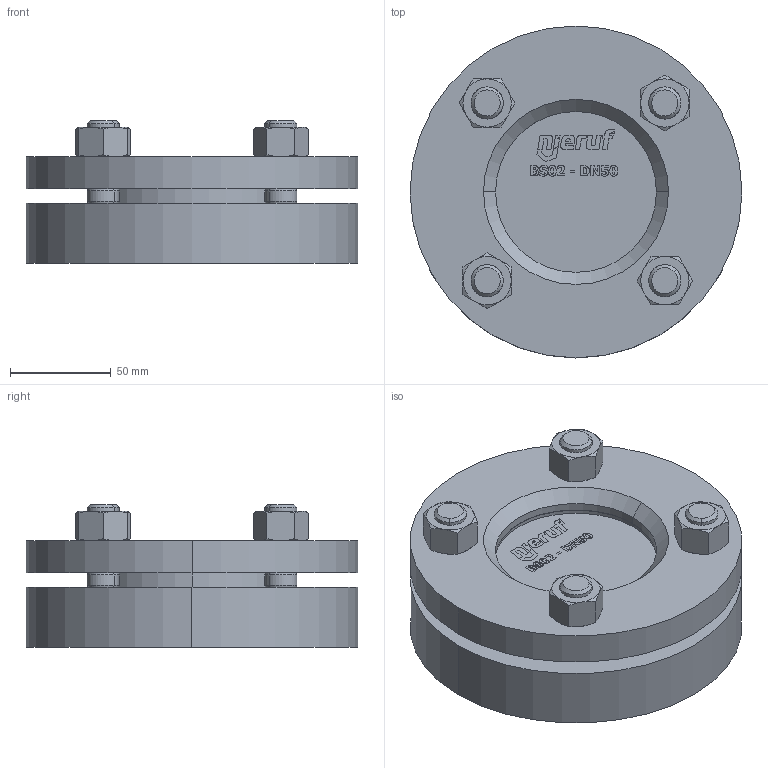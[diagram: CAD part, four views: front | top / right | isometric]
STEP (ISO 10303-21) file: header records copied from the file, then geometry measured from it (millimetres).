
FILE_DESCRIPTION (( 'STEP AP214' ), '1' );
FILE_NAME ('BS02_08_Behälter-Schauglas.STEP', '2020-06-30T14:14:12', ( '' ), ( '' ), 'SwSTEP 2.0', 'SolidWorks 2020', '' );
FILE_SCHEMA (( 'AUTOMOTIVE_DESIGN' ));
Length unit declared in the file: millimetre
Products named in the file (7): BS02-03-08_Flachdichtung; DIN_938_M16x40_Stiftschraube; BS02-03-08_Glasplatte; BS02_08_Behälter-Schauglas; BS02-01-08_Grundflansch; BS02-02-08_Deckelflansch; hex nut style 1 gradeab_din_Hexagon Nut ISO 4032 - M16 - D - N
Assembly tree (13 placements, depth 2):
  BS02_08_Behälter-Schauglas
    BS02-01-08_Grundflansch
    BS02-02-08_Deckelflansch
    BS02-03-08_Flachdichtung  x2
    BS02-03-08_Glasplatte
    DIN_938_M16x40_Stiftschraube  x4
    hex nut style 1 gradeab_din_Hexagon Nut ISO 4032 - M16 - D - N  x4
Bounding box: 165 x 165 x 71 mm (x, y, z)
Volume: 853572.2 mm3; surface area: 162492.8 mm2
Topology: 13 solids, 13 shells, 516 faces, 1235 edges, 774 vertices
Faces by surface type: plane 192, cone 124, cylinder 116, bspline 84
Entity records: 15049 total; most frequent: CARTESIAN_POINT 6039, ORIENTED_EDGE 1858, DIRECTION 1531, EDGE_CURVE 929, VERTEX_POINT 604, VECTOR 539, LINE 539, AXIS2_PLACEMENT_3D 496
